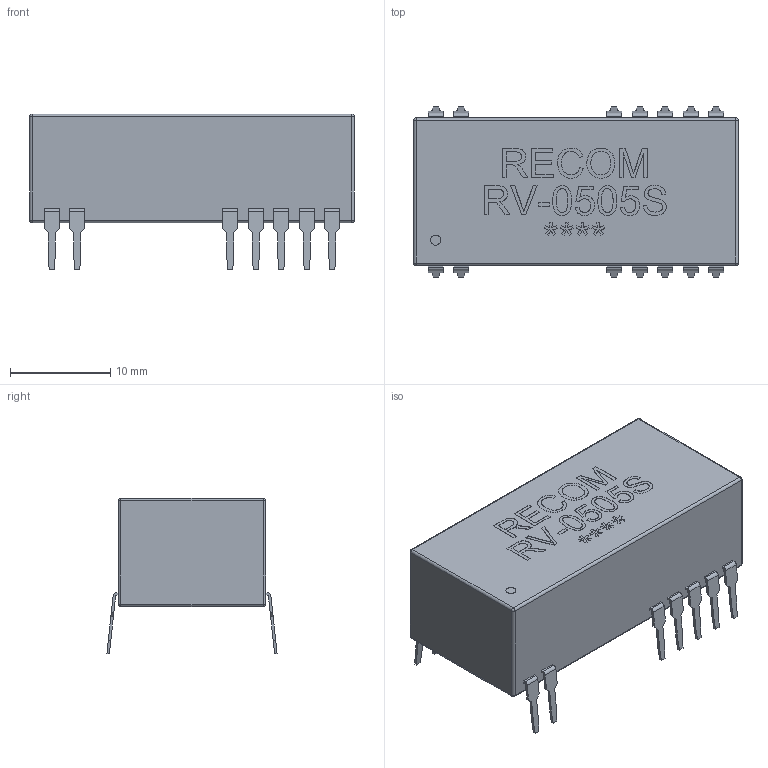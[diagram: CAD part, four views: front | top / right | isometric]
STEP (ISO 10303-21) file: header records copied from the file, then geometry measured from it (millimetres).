
FILE_DESCRIPTION( ( 'Unknown' ), '1' );
FILE_NAME( 'DIP24-Micro_RV.stp', 'Unknown', ( 'Unknown' ), ( 'Unknown' ), 'XStep 1.0', 'Unknown', ' ' );
FILE_SCHEMA( ( 'automotive_design' ) );
Length unit declared in the file: millimetre
Products named in the file (1): 1
Bounding box: 32.35 x 16.95 x 15.5 mm (x, y, z)
Volume: 5153.8 mm3; surface area: 2161.2 mm2
Topology: 1 solids, 1 shells, 406 faces, 1085 edges, 710 vertices
Faces by surface type: plane 291, extrusion 66, cylinder 41, sphere 8
Full cylindrical faces by diameter (mm): 1 x1
Entity records: 17364 total; most frequent: CARTESIAN_POINT 4535, ORIENTED_EDGE 2140, DIRECTION 1608, EDGE_CURVE 1070, VECTOR 762, VERTEX_POINT 710, LINE 696, EDGE_LOOP 450
